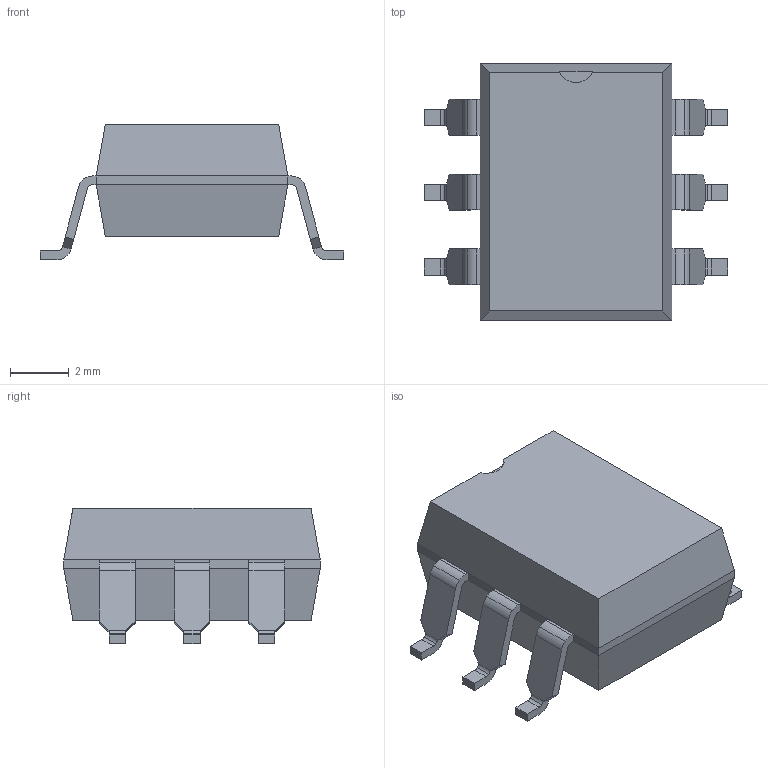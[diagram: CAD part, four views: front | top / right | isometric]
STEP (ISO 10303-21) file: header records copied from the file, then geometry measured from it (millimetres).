
FILE_DESCRIPTION((''),'2;1');
FILE_NAME('SOIC254P1030X460-6N.stp','2009-02-16T13:17:19',(''),(''),'Mechanical Desktop 2006','Mechanical Desktop 2006',', , ');
FILE_SCHEMA(('AUTOMOTIVE_DESIGN { 1 2 10303 214 0 1 1 1 }'));
Length unit declared in the file: millimetre
Products named in the file (1): Product
Bounding box: 10.3 x 8.7 x 4.6 mm (x, y, z)
Volume: 206 mm3; surface area: 269.7 mm2
Topology: 7 solids, 7 shells, 148 faces, 372 edges, 238 vertices
Faces by surface type: bspline 66, plane 57, cylinder 25
Entity records: 4754 total; most frequent: CARTESIAN_POINT 1293, ORIENTED_EDGE 744, DIRECTION 638, EDGE_CURVE 372, VECTOR 272, LINE 272, VERTEX_POINT 238, AXIS2_PLACEMENT_3D 183
